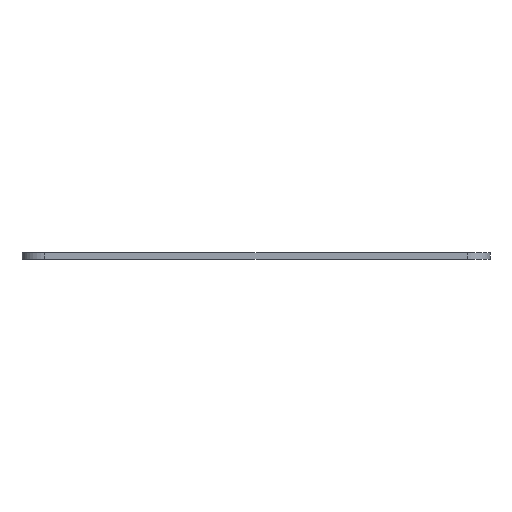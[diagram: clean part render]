
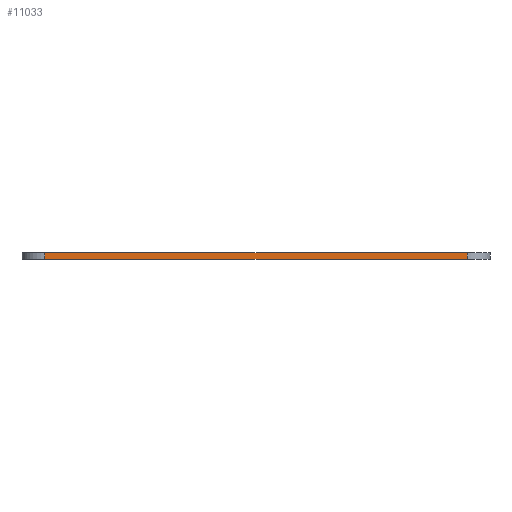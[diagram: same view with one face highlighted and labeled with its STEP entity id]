
A CAD part, left-side view. The second image highlights one B-rep face of the part: STEP entity #11033.
In plain terms, the highlighted planar face has unit normal (-1, 0, 0).
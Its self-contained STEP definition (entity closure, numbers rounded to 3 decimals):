
#1715=FACE_OUTER_BOUND('',#2338,.T.);
#2338=EDGE_LOOP('',(#9981,#9982,#9983,#9984));
#2503=LINE('',#13486,#3407);
#3222=LINE('',#21872,#4126);
#3224=LINE('',#21877,#4128);
#3225=LINE('',#21878,#4129);
#3407=VECTOR('',#11547,10.);
#4126=VECTOR('',#12644,10.);
#4128=VECTOR('',#12650,10.);
#4129=VECTOR('',#12651,10.);
#4335=VERTEX_POINT('',#13482);
#4337=VERTEX_POINT('',#13485);
#5265=VERTEX_POINT('',#21870);
#5266=VERTEX_POINT('',#21876);
#5469=EDGE_CURVE('',#4335,#4337,#2503,.T.);
#6860=EDGE_CURVE('',#5265,#4335,#3222,.T.);
#6862=EDGE_CURVE('',#5266,#5265,#3224,.T.);
#6863=EDGE_CURVE('',#4337,#5266,#3225,.T.);
#9981=ORIENTED_EDGE('',*,*,#6860,.F.);
#9982=ORIENTED_EDGE('',*,*,#6862,.F.);
#9983=ORIENTED_EDGE('',*,*,#6863,.F.);
#9984=ORIENTED_EDGE('',*,*,#5469,.F.);
#10481=PLANE('',#11321);
#11033=ADVANCED_FACE('',(#1715),#10481,.T.);
#11321=AXIS2_PLACEMENT_3D('',#21875,#12648,#12649);
#11547=DIRECTION('',(0.,1.,0.));
#12644=DIRECTION('',(0.,0.,-1.));
#12648=DIRECTION('center_axis',(-1.,0.,0.));
#12649=DIRECTION('ref_axis',(0.,-1.,0.));
#12650=DIRECTION('',(0.,-1.,0.));
#12651=DIRECTION('',(0.,0.,1.));
#13482=CARTESIAN_POINT('',(-12.466,-7.513,0.));
#13485=CARTESIAN_POINT('',(-12.466,84.407,0.));
#13486=CARTESIAN_POINT('',(-12.466,-12.513,0.));
#21870=CARTESIAN_POINT('',(-12.466,-7.513,1.5));
#21872=CARTESIAN_POINT('',(-12.466,-7.513,0.));
#21875=CARTESIAN_POINT('Origin',(-12.466,89.407,0.));
#21876=CARTESIAN_POINT('',(-12.466,84.407,1.5));
#21877=CARTESIAN_POINT('',(-12.466,-12.513,1.5));
#21878=CARTESIAN_POINT('',(-12.466,84.407,0.));
